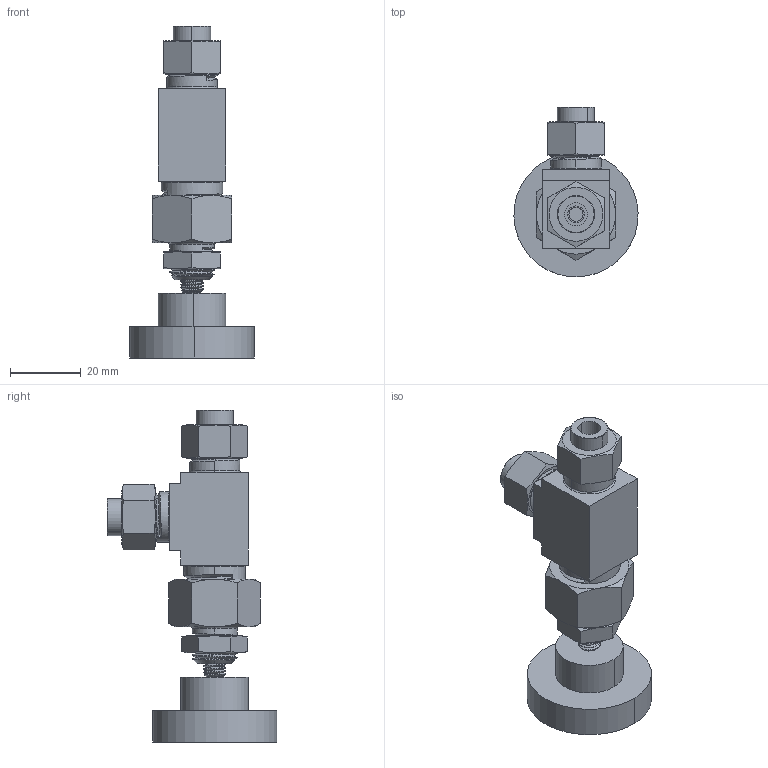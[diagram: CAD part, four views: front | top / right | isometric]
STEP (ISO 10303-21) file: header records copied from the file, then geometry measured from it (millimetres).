
FILE_DESCRIPTION (( 'STEP AP214' ), '1' );
FILE_NAME ('8-04SAU-04.STEP', '2018-01-30T14:10:50', ( '' ), ( '' ), 'SwSTEP 2.0', 'SolidWorks 2018', '' );
FILE_SCHEMA (( 'AUTOMOTIVE_DESIGN' ));
Length unit declared in the file: inch
Products named in the file (1): 8-04SAU-04
Bounding box: 35.03 x 47.81 x 93.7 mm (x, y, z)
Volume: 35623.2 mm3; surface area: 11820.3 mm2
Topology: 2 solids, 2 shells, 180 faces, 424 edges, 268 vertices
Faces by surface type: plane 59, cylinder 44, cone 39, bspline 24, torus 14
Entity records: 19086 total; most frequent: CARTESIAN_POINT 13704, ORIENTED_EDGE 844, DIRECTION 678, EDGE_CURVE 422, AXIS2_PLACEMENT_3D 284, VERTEX_POINT 268, EDGE_LOOP 202, ADVANCED_FACE 180
